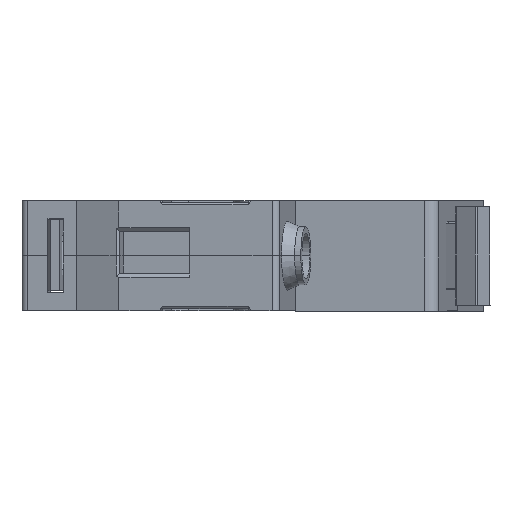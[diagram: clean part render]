
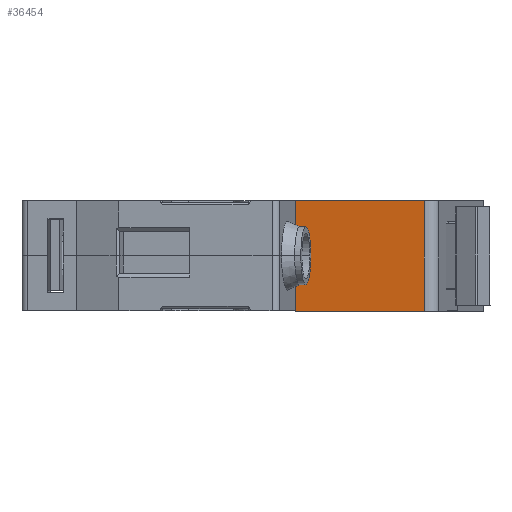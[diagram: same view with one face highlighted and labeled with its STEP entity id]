
A CAD part, front view. The second image highlights one B-rep face of the part: STEP entity #36454.
In plain terms, the highlighted face is planar.
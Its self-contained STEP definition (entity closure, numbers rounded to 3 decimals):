
#5761=DIRECTION('',(1.,0.,0.));
#5762=VECTOR('',#5761,21.168);
#5763=CARTESIAN_POINT('',(51.881,-20.155,0.));
#5764=LINE('',#5763,#5762);
#10755=DIRECTION('',(1.,0.,0.));
#10756=VECTOR('',#10755,21.168);
#10757=CARTESIAN_POINT('',(51.881,-20.155,-17.94));
#10758=LINE('',#10757,#10756);
#10759=DIRECTION('',(0.,0.,-1.));
#10760=VECTOR('',#10759,9.03);
#10761=CARTESIAN_POINT('',(51.881,-20.155,-8.91));
#10762=LINE('',#10761,#10760);
#10763=DIRECTION('',(0.,0.,-1.));
#10764=VECTOR('',#10763,8.91);
#10765=CARTESIAN_POINT('',(51.881,-20.155,0.));
#10766=LINE('',#10765,#10764);
#10767=DIRECTION('',(0.,0.,-1.));
#10768=VECTOR('',#10767,17.94);
#10769=CARTESIAN_POINT('',(73.049,-20.155,0.));
#10770=LINE('',#10769,#10768);
#17345=CARTESIAN_POINT('',(51.881,-20.155,0.));
#17346=VERTEX_POINT('',#17345);
#17347=CARTESIAN_POINT('',(73.049,-20.155,0.));
#17348=VERTEX_POINT('',#17347);
#17452=CARTESIAN_POINT('',(51.881,-20.155,-8.91));
#17454=VERTEX_POINT('',#17452);
#17645=CARTESIAN_POINT('',(73.049,-20.155,-17.94));
#17646=VERTEX_POINT('',#17645);
#19115=CARTESIAN_POINT('',(51.881,-20.155,-17.94));
#19116=VERTEX_POINT('',#19115);
#36441=CARTESIAN_POINT('',(59.081,-20.155,-8.91));
#36442=DIRECTION('',(0.,-1.,0.));
#36443=DIRECTION('',(0.,0.,-1.));
#36444=AXIS2_PLACEMENT_3D('',#36441,#36442,#36443);
#36445=PLANE('',#36444);
#36446=ORIENTED_EDGE('',*,*,#29645,.T.);
#36448=ORIENTED_EDGE('',*,*,#36447,.T.);
#36449=ORIENTED_EDGE('',*,*,#34548,.F.);
#36450=ORIENTED_EDGE('',*,*,#36431,.F.);
#36451=ORIENTED_EDGE('',*,*,#35564,.F.);
#36452=EDGE_LOOP('',(#36446,#36448,#36449,#36450,#36451));
#36453=FACE_OUTER_BOUND('',#36452,.F.);
#36454=ADVANCED_FACE('',(#36453),#36445,.T.);
#29645=EDGE_CURVE('',#17346,#17348,#5764,.T.);
#34548=EDGE_CURVE('',#19116,#17646,#10758,.T.);
#35564=EDGE_CURVE('',#17346,#17454,#10766,.T.);
#36431=EDGE_CURVE('',#17454,#19116,#10762,.T.);
#36447=EDGE_CURVE('',#17348,#17646,#10770,.T.);
